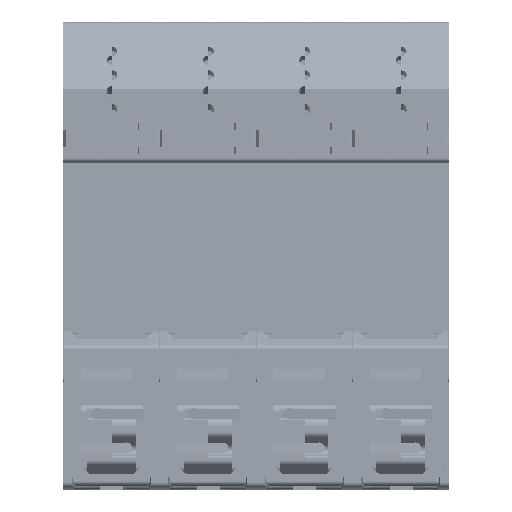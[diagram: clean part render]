
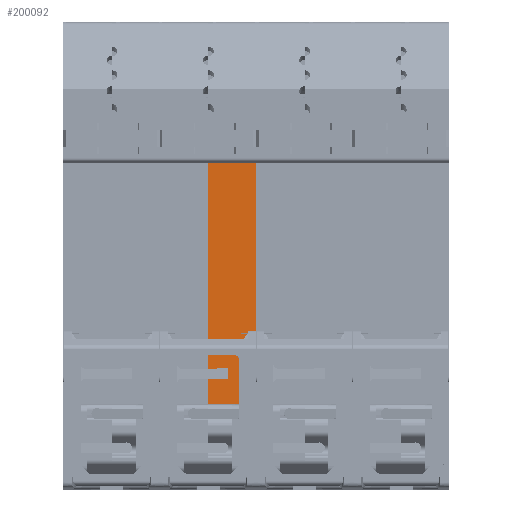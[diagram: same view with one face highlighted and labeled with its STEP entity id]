
A CAD part, top view. The second image highlights one B-rep face of the part: STEP entity #200092.
In plain terms, the highlighted face is planar.
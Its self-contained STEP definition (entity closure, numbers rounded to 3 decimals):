
#159961=DIRECTION('',(1.,0.,0.));
#159962=VECTOR('',#159961,41.6);
#159963=CARTESIAN_POINT('',(-23.9,-44.1,-4.));
#159964=LINE('',#159963,#159962);
#160275=DIRECTION('',(-1.,0.,0.));
#160276=VECTOR('',#160275,46.5);
#160277=CARTESIAN_POINT('',(17.7,-44.1,4.7));
#160278=LINE('',#160277,#160276);
#160520=DIRECTION('',(0.,0.,1.));
#160521=VECTOR('',#160520,8.7);
#160522=CARTESIAN_POINT('',(17.7,-44.1,-4.));
#160523=LINE('',#160522,#160521);
#160534=DIRECTION('',(-1.,0.,0.));
#160535=VECTOR('',#160534,7.6);
#160536=CARTESIAN_POINT('',(-23.9,-44.1,-2.4));
#160537=LINE('',#160536,#160535);
#160541=DIRECTION('',(0.,0.,-1.));
#160542=VECTOR('',#160541,1.6);
#160543=CARTESIAN_POINT('',(-23.9,-44.1,-2.4));
#160544=LINE('',#160543,#160542);
#160985=DIRECTION('',(0.,0.,-1.));
#160986=VECTOR('',#160985,5.7);
#160987=CARTESIAN_POINT('',(-28.8,-44.1,4.7));
#160988=LINE('',#160987,#160986);
#161015=DIRECTION('',(-1.,0.,0.));
#161016=VECTOR('',#161015,2.7);
#161017=CARTESIAN_POINT('',(-28.8,-44.1,-1.));
#161018=LINE('',#161017,#161016);
#161139=DIRECTION('',(0.,0.,-1.));
#161140=VECTOR('',#161139,1.4);
#161141=CARTESIAN_POINT('',(-31.5,-44.1,-1.));
#161142=LINE('',#161141,#161140);
#193371=CARTESIAN_POINT('',(-23.9,-44.1,-4.));
#193372=VERTEX_POINT('',#193371);
#193373=CARTESIAN_POINT('',(17.7,-44.1,-4.));
#193374=VERTEX_POINT('',#193373);
#193491=CARTESIAN_POINT('',(17.7,-44.1,4.7));
#193492=VERTEX_POINT('',#193491);
#193493=CARTESIAN_POINT('',(-28.8,-44.1,4.7));
#193494=VERTEX_POINT('',#193493);
#193567=CARTESIAN_POINT('',(-23.9,-44.1,-2.4));
#193568=VERTEX_POINT('',#193567);
#193569=CARTESIAN_POINT('',(-31.5,-44.1,-2.4));
#193570=VERTEX_POINT('',#193569);
#193571=CARTESIAN_POINT('',(-31.5,-44.1,-1.));
#193572=VERTEX_POINT('',#193571);
#193573=CARTESIAN_POINT('',(-28.8,-44.1,-1.));
#193574=VERTEX_POINT('',#193573);
#200072=CARTESIAN_POINT('',(-44.4,-44.1,0.));
#200073=DIRECTION('',(0.,-1.,0.));
#200074=DIRECTION('',(1.,0.,0.));
#200075=AXIS2_PLACEMENT_3D('',#200072,#200073,#200074);
#200076=PLANE('',#200075);
#200078=ORIENTED_EDGE('',*,*,#200077,.F.);
#200080=ORIENTED_EDGE('',*,*,#200079,.T.);
#200082=ORIENTED_EDGE('',*,*,#200081,.F.);
#200084=ORIENTED_EDGE('',*,*,#200083,.F.);
#200086=ORIENTED_EDGE('',*,*,#200085,.F.);
#200087=ORIENTED_EDGE('',*,*,#199978,.F.);
#200088=ORIENTED_EDGE('',*,*,#200064,.F.);
#200089=ORIENTED_EDGE('',*,*,#199790,.F.);
#200090=EDGE_LOOP('',(#200078,#200080,#200082,#200084,#200086,#200087,#200088,
#200089));
#200091=FACE_OUTER_BOUND('',#200090,.F.);
#199790=EDGE_CURVE('',#193372,#193374,#159964,.T.);
#199978=EDGE_CURVE('',#193492,#193494,#160278,.T.);
#200064=EDGE_CURVE('',#193374,#193492,#160523,.T.);
#200077=EDGE_CURVE('',#193568,#193372,#160544,.T.);
#200079=EDGE_CURVE('',#193568,#193570,#160537,.T.);
#200081=EDGE_CURVE('',#193572,#193570,#161142,.T.);
#200083=EDGE_CURVE('',#193574,#193572,#161018,.T.);
#200085=EDGE_CURVE('',#193494,#193574,#160988,.T.);
#200092=ADVANCED_FACE('',(#200091),#200076,.T.);
